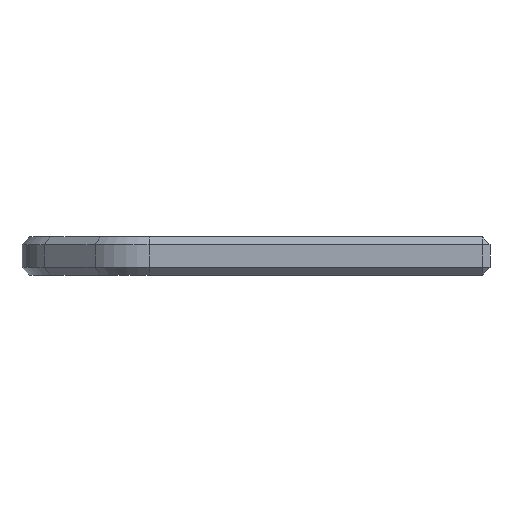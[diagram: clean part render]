
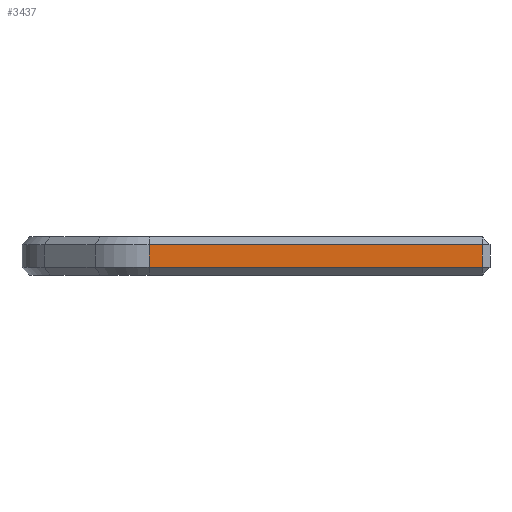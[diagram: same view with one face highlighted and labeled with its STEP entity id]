
A CAD part, front view. The second image highlights one B-rep face of the part: STEP entity #3437.
In plain terms, the highlighted planar face has unit normal (0, -1, 0).
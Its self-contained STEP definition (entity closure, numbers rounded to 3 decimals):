
#229=FACE_OUTER_BOUND('',#425,.T.);
#425=EDGE_LOOP('',(#3023,#3024,#3025,#3026));
#853=LINE('',#5415,#1310);
#856=LINE('',#5420,#1313);
#871=LINE('',#5457,#1328);
#888=LINE('',#5487,#1345);
#1310=VECTOR('',#4407,10.);
#1313=VECTOR('',#4414,10.);
#1328=VECTOR('',#4457,10.);
#1345=VECTOR('',#4494,10.);
#1626=VERTEX_POINT('',#5353);
#1628=VERTEX_POINT('',#5359);
#1646=VERTEX_POINT('',#5409);
#1654=VERTEX_POINT('',#5453);
#2088=EDGE_CURVE('',#1628,#1646,#853,.T.);
#2091=EDGE_CURVE('',#1626,#1628,#856,.T.);
#2110=EDGE_CURVE('',#1654,#1626,#871,.T.);
#2127=EDGE_CURVE('',#1646,#1654,#888,.T.);
#3023=ORIENTED_EDGE('',*,*,#2088,.F.);
#3024=ORIENTED_EDGE('',*,*,#2091,.F.);
#3025=ORIENTED_EDGE('',*,*,#2110,.F.);
#3026=ORIENTED_EDGE('',*,*,#2127,.F.);
#3255=PLANE('',#3653);
#3437=ADVANCED_FACE('',(#229),#3255,.T.);
#3653=AXIS2_PLACEMENT_3D('',#5486,#4492,#4493);
#4407=DIRECTION('',(-1.,0.,0.));
#4414=DIRECTION('',(0.,0.,-1.));
#4457=DIRECTION('',(1.,0.,0.));
#4492=DIRECTION('center_axis',(0.,-1.,0.));
#4493=DIRECTION('ref_axis',(1.,0.,0.));
#4494=DIRECTION('',(0.,0.,1.));
#5353=CARTESIAN_POINT('',(11.85,-13.325,1.6));
#5359=CARTESIAN_POINT('',(11.85,-13.325,0.4));
#5409=CARTESIAN_POINT('',(-5.593,-13.325,0.4));
#5415=CARTESIAN_POINT('',(-3.625,-13.325,0.4));
#5420=CARTESIAN_POINT('',(11.85,-13.325,0.));
#5453=CARTESIAN_POINT('',(-5.593,-13.325,1.6));
#5457=CARTESIAN_POINT('',(-3.625,-13.325,1.6));
#5486=CARTESIAN_POINT('Origin',(-7.25,-13.325,0.));
#5487=CARTESIAN_POINT('',(-5.593,-13.325,0.));
